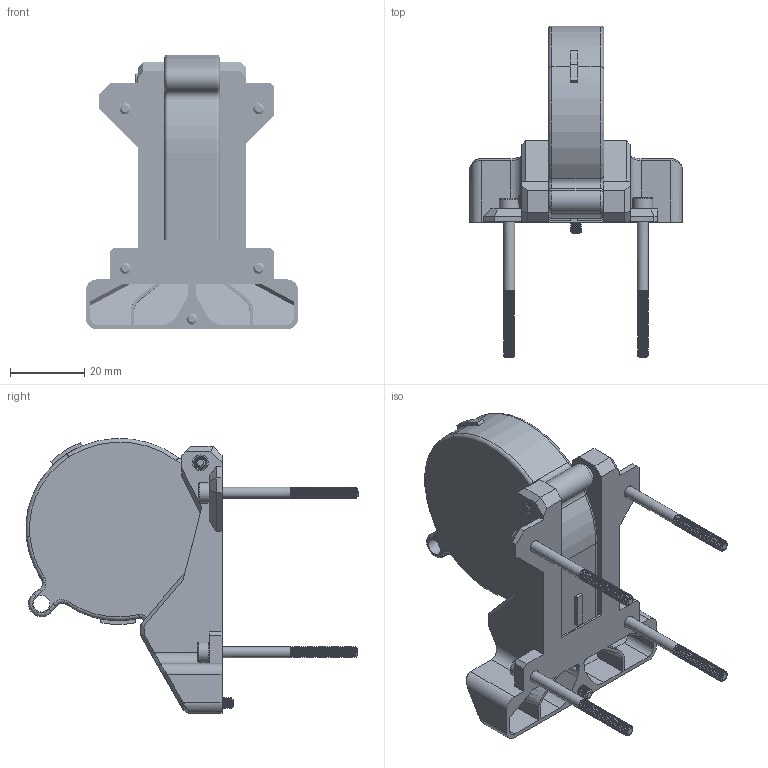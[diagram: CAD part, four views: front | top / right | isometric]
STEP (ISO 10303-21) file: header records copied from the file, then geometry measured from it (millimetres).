
FILE_DESCRIPTION(/* description */ (''),/* implementation_level */ '2;1');
FILE_NAME(/* name */ '5015_inlet_fi.step',/* time_stamp */ '2023-01-11T08:14:42-06:00',/* author */ (''),/* organization */ (''),/* preprocessor_version */ 'ST-DEVELOPER v19.2',/* originating_system */ 'Autodesk Translation Framework v11.17.0.187',/* authorisation */ '');
FILE_SCHEMA (('AUTOMOTIVE_DESIGN { 1 0 10303 214 3 1 1 }'));
Products named in the file (7): 5015_inlet_fi; 5015_inlet_fi_1; PN951; PN508; PN500; PN505; PN596
Assembly tree (9 placements, depth 2):
  5015_inlet_fi
    5015_inlet_fi_1
    PN951
    PN508  x4
    PN500
    PN505
    PN596
Bounding box: 57.2 x 89.52 x 74.13 mm (x, y, z)
Volume: 32269.7 mm3; surface area: 34133 mm2
Topology: 9 solids, 9 shells, 1069 faces, 2944 edges, 1915 vertices
Faces by surface type: cylinder 553, plane 308, bspline 119, cone 63, torus 26
Full cylindrical faces by diameter (mm): 2.35 x186, 2.9 x1, 3 x191, 3.3 x7, 4.2 x1, 4.25 x2, 4.5 x2, 4.6 x1, 5.5 x6, 5.8 x1, 19.703 x1, 25 x1, 32 x1, 40.6 x1
Entity records: 45735 total; most frequent: CARTESIAN_POINT 26753, ORIENTED_EDGE 4274, DIRECTION 3413, EDGE_CURVE 2137, VERTEX_POINT 1387, AXIS2_PLACEMENT_3D 1202, LINE 1009, VECTOR 1009
